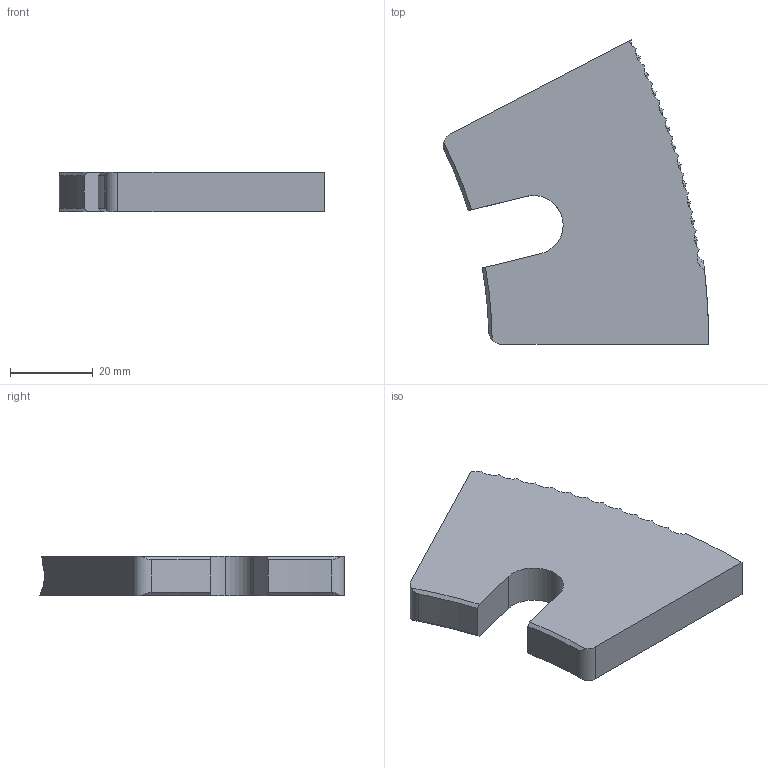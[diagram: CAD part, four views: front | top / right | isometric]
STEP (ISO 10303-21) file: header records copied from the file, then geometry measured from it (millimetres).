
FILE_DESCRIPTION (( 'STEP AP203' ), '1' );
FILE_NAME ('M3534-S.STEP', '2022-04-20T20:31:28', ( '' ), ( '' ), 'SwSTEP 2.0', 'SolidWorks 2020', '' );
FILE_SCHEMA (( 'CONFIG_CONTROL_DESIGN' ));
Length unit declared in the file: inch
Products named in the file (1): M3534-S
Bounding box: 64.21 x 73.75 x 9.49 mm (x, y, z)
Volume: 28103 mm3; surface area: 8706.8 mm2
Topology: 1 solids, 1 shells, 45 faces, 129 edges, 86 vertices
Faces by surface type: sphere 26, cylinder 7, plane 6, cone 4, torus 2
Entity records: 2041 total; most frequent: CARTESIAN_POINT 777, DIRECTION 260, ORIENTED_EDGE 258, EDGE_CURVE 129, AXIS2_PLACEMENT_3D 121, VERTEX_POINT 86, CIRCLE 75, FACE_OUTER_BOUND 45
